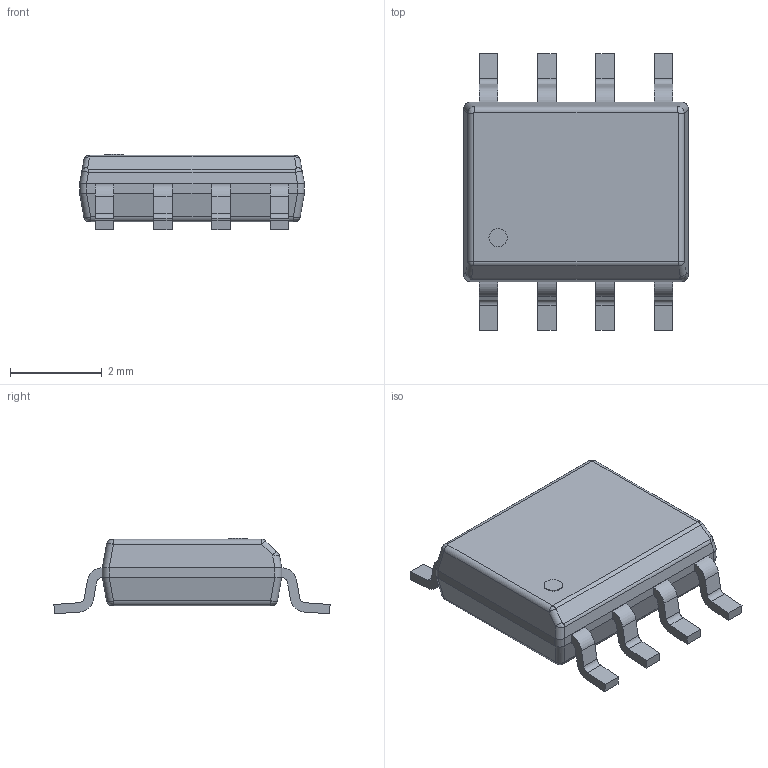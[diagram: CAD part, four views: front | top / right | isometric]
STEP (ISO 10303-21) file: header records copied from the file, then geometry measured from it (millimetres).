
FILE_DESCRIPTION(('FreeCAD Model'),'2;1');
FILE_NAME('SOIC127P599X175-8N.step', '2021-10-29T05:46:33',('kicad StepUp'),('ksu MCAD'), 'Open CASCADE STEP processor 7.3','FreeCAD','Unknown');
FILE_SCHEMA(('AUTOMOTIVE_DESIGN { 1 0 10303 214 1 1 1 1 }'));
Length unit declared in the file: millimetre
Products named in the file (1): SOIC127P599X175-8N
Bounding box: 4.9 x 6.02 x 1.65 mm (x, y, z)
Volume: 27.3 mm3; surface area: 74.3 mm2
Topology: 9 solids, 9 shells, 162 faces, 407 edges, 264 vertices
Faces by surface type: plane 96, cylinder 56, bspline 8, sphere 2
Full cylindrical faces by diameter (mm): 0.4 x1
Entity records: 7207 total; most frequent: CARTESIAN_POINT 2210, ORIENTED_EDGE 814, DIRECTION 773, EDGE_CURVE 407, LINE 271, VECTOR 271, VERTEX_POINT 264, AXIS2_PLACEMENT_3D 251
